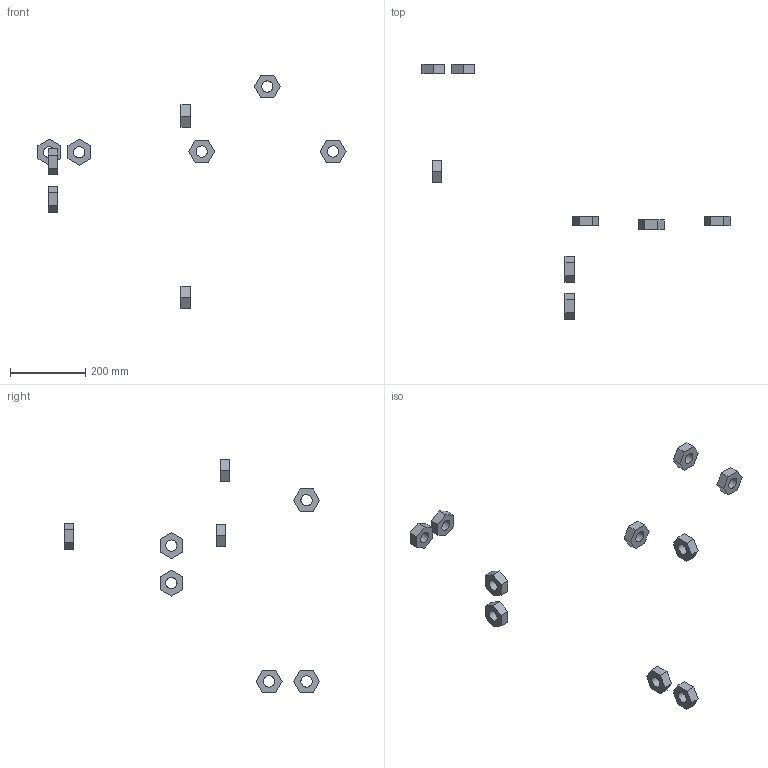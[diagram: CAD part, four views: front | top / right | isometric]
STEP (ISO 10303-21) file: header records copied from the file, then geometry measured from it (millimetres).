
FILE_DESCRIPTION(/* description */ (''),/* implementation_level */ '2;1');
FILE_NAME(/* name */ 'E-TKT_024-mechanic_m3_hex_nut_DIN-EN-ISO4032-M3',/* time_stamp */ '2023-04-19T16:06:48-03:00',/* author */ (''),/* organization */ (''),/* preprocessor_version */ 'ST-DEVELOPER v16.5',/* originating_system */ '',/* authorisation */ '');
FILE_SCHEMA (('AUTOMOTIVE_DESIGN'));
Length unit declared in the file: centimetre
Products named in the file (1): Document
Bounding box: 820.67 x 679.64 x 621.9 mm (x, y, z)
Volume: 602690 mm3; surface area: 123753.3 mm2
Topology: 10 solids, 10 shells, 90 faces, 210 edges, 140 vertices
Faces by surface type: plane 80, bspline 10
Entity records: 2595 total; most frequent: CARTESIAN_POINT 962, ORIENTED_EDGE 420, EDGE_CURVE 210, B_SPLINE_CURVE_WITH_KNOTS 180, VERTEX_POINT 140, EDGE_LOOP 110, ADVANCED_FACE 90, FACE_OUTER_BOUND 90
